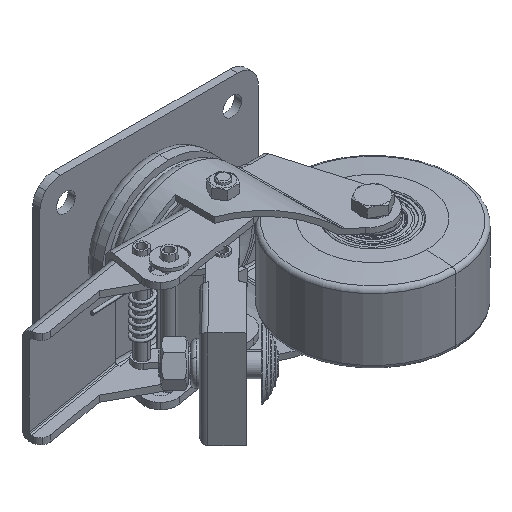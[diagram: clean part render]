
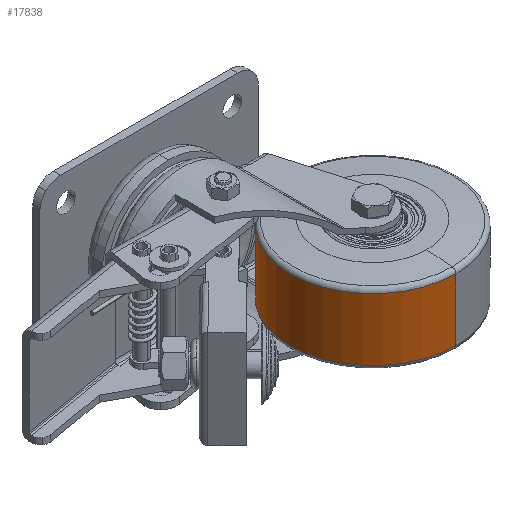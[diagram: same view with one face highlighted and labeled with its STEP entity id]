
A CAD part, isometric view. The second image highlights one B-rep face of the part: STEP entity #17838.
In plain terms, the highlighted cylindrical face has radius 40 mm (diameter 80 mm), a partial arc.
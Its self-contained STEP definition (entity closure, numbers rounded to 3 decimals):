
#468 = FACE_OUTER_BOUND ( 'NONE', #37687, .T. ) ;
#514 = ORIENTED_EDGE ( 'NONE', *, *, #38302, .F. ) ;
#2159 = CARTESIAN_POINT ( 'NONE',  ( 39., -32., 14.942 ) ) ;
#3781 = CYLINDRICAL_SURFACE ( 'NONE', #29667, 40. ) ;
#4589 = LINE ( 'NONE', #55026, #13738 ) ;
#7499 = DIRECTION ( 'NONE',  ( 0., 1., 0. ) ) ;
#7817 = EDGE_CURVE ( 'NONE', #34796, #14076, #4589, .T. ) ;
#9066 = DIRECTION ( 'NONE',  ( 0., 1., 0. ) ) ;
#9436 = CARTESIAN_POINT ( 'NONE',  ( 39., -32., -14.942 ) ) ;
#13738 = VECTOR ( 'NONE', #27261, 1000. ) ;
#14076 = VERTEX_POINT ( 'NONE', #20717 ) ;
#17261 = CARTESIAN_POINT ( 'NONE',  ( 39., -112., -14.942 ) ) ;
#17838 = ADVANCED_FACE ( 'NONE', ( #468 ), #3781, .T. ) ;
#19554 = DIRECTION ( 'NONE',  ( 0., -1., 0. ) ) ;
#19735 = LINE ( 'NONE', #51639, #54688 ) ;
#20717 = CARTESIAN_POINT ( 'NONE',  ( 39., -112., 14.942 ) ) ;
#20997 = AXIS2_PLACEMENT_3D ( 'NONE', #50498, #37528, #9066 ) ;
#21556 = CIRCLE ( 'NONE', #55223, 40. ) ;
#24826 = DIRECTION ( 'NONE',  ( 0., 0., 1. ) ) ;
#25904 = ORIENTED_EDGE ( 'NONE', *, *, #7817, .T. ) ;
#27261 = DIRECTION ( 'NONE',  ( 0., 0., 1. ) ) ;
#28227 = CARTESIAN_POINT ( 'NONE',  ( 39., -72., 0. ) ) ;
#29667 = AXIS2_PLACEMENT_3D ( 'NONE', #28227, #42101, #19554 ) ;
#34796 = VERTEX_POINT ( 'NONE', #17261 ) ;
#37528 = DIRECTION ( 'NONE',  ( 0., 0., 1. ) ) ;
#37687 = EDGE_LOOP ( 'NONE', ( #514, #58281, #25904, #40963 ) ) ;
#38302 = EDGE_CURVE ( 'NONE', #39102, #42136, #19735, .T. ) ;
#39102 = VERTEX_POINT ( 'NONE', #9436 ) ;
#40963 = ORIENTED_EDGE ( 'NONE', *, *, #51656, .F. ) ;
#42101 = DIRECTION ( 'NONE',  ( 0., 0., 1. ) ) ;
#42136 = VERTEX_POINT ( 'NONE', #2159 ) ;
#45272 = CARTESIAN_POINT ( 'NONE',  ( 39., -72., -14.942 ) ) ;
#48611 = DIRECTION ( 'NONE',  ( 0., 0., -1. ) ) ;
#49818 = CIRCLE ( 'NONE', #20997, 40. ) ;
#50498 = CARTESIAN_POINT ( 'NONE',  ( 39., -72., 14.942 ) ) ;
#51639 = CARTESIAN_POINT ( 'NONE',  ( 39., -32., 0. ) ) ;
#51656 = EDGE_CURVE ( 'NONE', #42136, #14076, #49818, .T. ) ;
#54688 = VECTOR ( 'NONE', #24826, 1000. ) ;
#55026 = CARTESIAN_POINT ( 'NONE',  ( 39., -112., 0. ) ) ;
#55223 = AXIS2_PLACEMENT_3D ( 'NONE', #45272, #48611, #7499 ) ;
#56226 = EDGE_CURVE ( 'NONE', #34796, #39102, #21556, .T. ) ;
#58281 = ORIENTED_EDGE ( 'NONE', *, *, #56226, .F. ) ;
